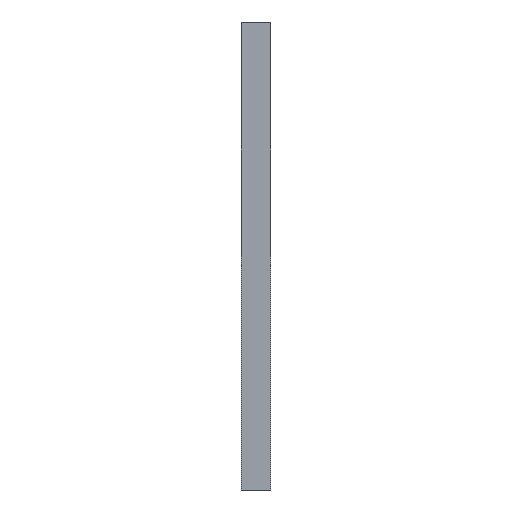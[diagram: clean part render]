
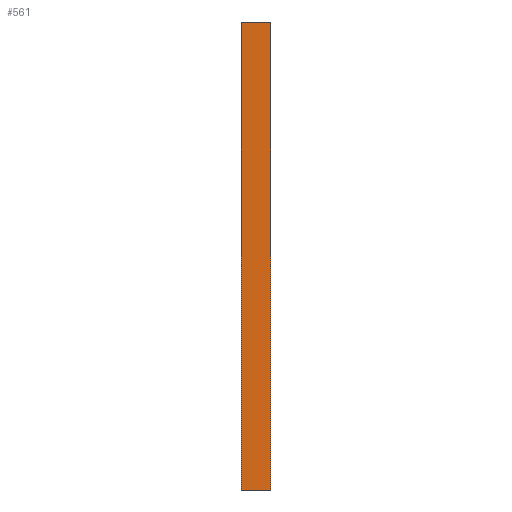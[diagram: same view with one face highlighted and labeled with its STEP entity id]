
A CAD part, left-side view. The second image highlights one B-rep face of the part: STEP entity #561.
In plain terms, the highlighted free-form (B-spline) face has degree [1, 1] with [2, 2] control points.
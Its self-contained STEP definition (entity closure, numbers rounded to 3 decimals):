
#322 = VERTEX_POINT('',#323);
#323 = CARTESIAN_POINT('',(-276.161,0.,
    372.308));
#338 = VERTEX_POINT('',#339);
#339 = CARTESIAN_POINT('',(-276.161,0.,
    -372.308));
#344 = EDGE_CURVE('',#338,#322,#345,.T.);
#345 = B_SPLINE_CURVE_WITH_KNOTS('',1,(#346,#347),.UNSPECIFIED.,.F.,.F.,
  (2,2),(0.,606.67),.PIECEWISE_BEZIER_KNOTS.);
#346 = CARTESIAN_POINT('',(-276.161,0.,
    -372.308));
#347 = CARTESIAN_POINT('',(-276.161,0.,
    372.308));
#538 = VERTEX_POINT('',#539);
#539 = CARTESIAN_POINT('',(-276.161,-46.763,
    372.308));
#544 = EDGE_CURVE('',#545,#538,#547,.T.);
#545 = VERTEX_POINT('',#546);
#546 = CARTESIAN_POINT('',(-276.161,-46.763,
    -372.308));
#547 = B_SPLINE_CURVE_WITH_KNOTS('',1,(#548,#549),.UNSPECIFIED.,.F.,.F.,
  (2,2),(0.,606.67),.PIECEWISE_BEZIER_KNOTS.);
#548 = CARTESIAN_POINT('',(-276.161,-46.763,
    -372.308));
#549 = CARTESIAN_POINT('',(-276.161,-46.763,
    372.308));
#561 = ADVANCED_FACE('',(#562),#576,.F.);
#562 = FACE_BOUND('',#563,.T.);
#563 = EDGE_LOOP('',(#564,#569,#570,#575));
#564 = ORIENTED_EDGE('',*,*,#565,.T.);
#565 = EDGE_CURVE('',#538,#322,#566,.T.);
#566 = B_SPLINE_CURVE_WITH_KNOTS('',1,(#567,#568),.UNSPECIFIED.,.F.,.F.,
  (2,2),(-38.1,0.),.PIECEWISE_BEZIER_KNOTS.);
#567 = CARTESIAN_POINT('',(-276.161,-46.763,
    372.308));
#568 = CARTESIAN_POINT('',(-276.161,0.,
    372.308));
#569 = ORIENTED_EDGE('',*,*,#344,.F.);
#570 = ORIENTED_EDGE('',*,*,#571,.F.);
#571 = EDGE_CURVE('',#545,#338,#572,.T.);
#572 = B_SPLINE_CURVE_WITH_KNOTS('',1,(#573,#574),.UNSPECIFIED.,.F.,.F.,
  (2,2),(-38.1,0.),.PIECEWISE_BEZIER_KNOTS.);
#573 = CARTESIAN_POINT('',(-276.161,-46.763,
    -372.308));
#574 = CARTESIAN_POINT('',(-276.161,0.,
    -372.308));
#575 = ORIENTED_EDGE('',*,*,#544,.T.);
#576 = B_SPLINE_SURFACE_WITH_KNOTS('',1,1,(
    (#577,#578)
    ,(#579,#580
    )),.UNSPECIFIED.,.F.,.F.,.F.,(2,2),(2,2),(-38.1,0.),(0.,606.67),
  .PIECEWISE_BEZIER_KNOTS.);
#577 = CARTESIAN_POINT('',(-276.161,-46.763,
    -372.308));
#578 = CARTESIAN_POINT('',(-276.161,-46.763,
    372.308));
#579 = CARTESIAN_POINT('',(-276.161,0.,
    -372.308));
#580 = CARTESIAN_POINT('',(-276.161,0.,
    372.308));
